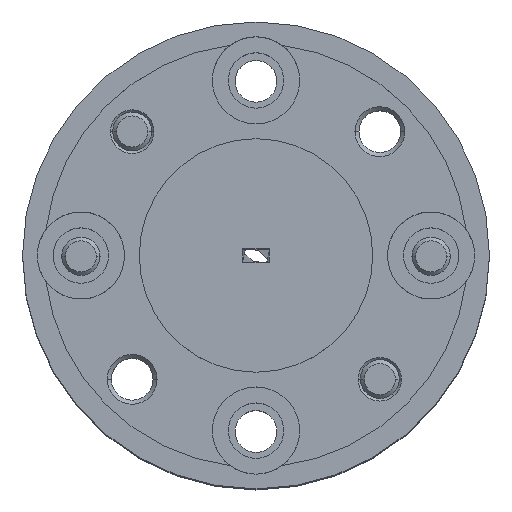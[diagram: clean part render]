
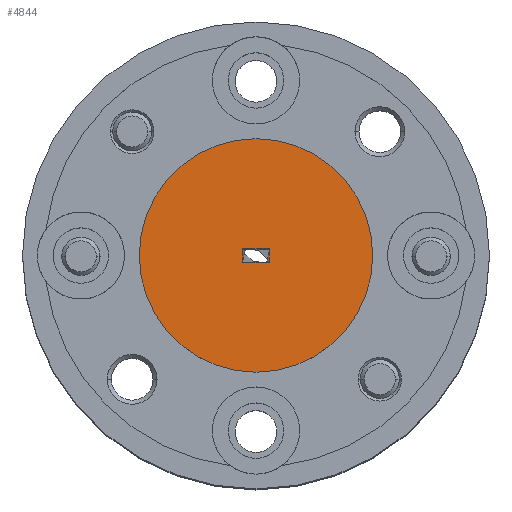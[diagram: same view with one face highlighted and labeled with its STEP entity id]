
A CAD part, top view. The second image highlights one B-rep face of the part: STEP entity #4844.
In plain terms, the highlighted planar face has unit normal (0, 0, 1).
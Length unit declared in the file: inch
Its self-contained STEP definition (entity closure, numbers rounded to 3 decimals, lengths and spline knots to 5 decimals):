
#281 = DIRECTION ( 'NONE',  ( 1., 0., 0. ) ) ;
#542 = PLANE ( 'NONE',  #2501 ) ;
#755 = LINE ( 'NONE', #5787, #4031 ) ;
#870 = CARTESIAN_POINT ( 'NONE',  ( 3.77903, 0.01574, 0.74958 ) ) ;
#950 = DIRECTION ( 'NONE',  ( 1., 0., 0. ) ) ;
#1044 = CIRCLE ( 'NONE', #3792, 0.1875 ) ;
#1357 = ORIENTED_EDGE ( 'NONE', *, *, #1517, .T. ) ;
#1414 = DIRECTION ( 'NONE',  ( 1., 0., 0. ) ) ;
#1479 = CARTESIAN_POINT ( 'NONE',  ( 3.80053, 0.00499, 0.74958 ) ) ;
#1501 = DIRECTION ( 'NONE',  ( 1., 0., 0. ) ) ;
#1517 = EDGE_CURVE ( 'NONE', #2781, #5908, #1044, .T. ) ;
#1600 = LINE ( 'NONE', #5145, #3783 ) ;
#1914 = FACE_BOUND ( 'NONE', #2621, .T. ) ;
#1949 = EDGE_CURVE ( 'NONE', #3019, #5632, #2272, .T. ) ;
#1988 = DIRECTION ( 'NONE',  ( 0., 0., 1. ) ) ;
#2272 = LINE ( 'NONE', #4301, #6504 ) ;
#2395 = DIRECTION ( 'NONE',  ( -1., 0., 0. ) ) ;
#2461 = ORIENTED_EDGE ( 'NONE', *, *, #1949, .F. ) ;
#2501 = AXIS2_PLACEMENT_3D ( 'NONE', #6115, #1988, #950 ) ;
#2508 = CARTESIAN_POINT ( 'NONE',  ( 3.61303, 0.00499, 0.74958 ) ) ;
#2621 = EDGE_LOOP ( 'NONE', ( #3284, #5397, #2461, #5554 ) ) ;
#2781 = VERTEX_POINT ( 'NONE', #4128 ) ;
#2861 = EDGE_CURVE ( 'NONE', #4185, #3482, #1600, .T. ) ;
#2917 = EDGE_CURVE ( 'NONE', #5632, #4185, #755, .T. ) ;
#3019 = VERTEX_POINT ( 'NONE', #4585 ) ;
#3054 = CARTESIAN_POINT ( 'NONE',  ( 3.77903, -0.00576, 0.74958 ) ) ;
#3284 = ORIENTED_EDGE ( 'NONE', *, *, #2861, .F. ) ;
#3482 = VERTEX_POINT ( 'NONE', #3694 ) ;
#3694 = CARTESIAN_POINT ( 'NONE',  ( 3.82203, 0.01574, 0.74958 ) ) ;
#3765 = DIRECTION ( 'NONE',  ( 0., -1., 0. ) ) ;
#3783 = VECTOR ( 'NONE', #4251, 39.37008 ) ;
#3792 = AXIS2_PLACEMENT_3D ( 'NONE', #4032, #4983, #1501 ) ;
#3921 = CIRCLE ( 'NONE', #4648, 0.1875 ) ;
#3922 = LINE ( 'NONE', #870, #4868 ) ;
#4006 = ORIENTED_EDGE ( 'NONE', *, *, #4030, .T. ) ;
#4030 = EDGE_CURVE ( 'NONE', #5908, #2781, #3921, .T. ) ;
#4031 = VECTOR ( 'NONE', #281, 39.37008 ) ;
#4032 = CARTESIAN_POINT ( 'NONE',  ( 3.80053, 0.00499, 0.74958 ) ) ;
#4128 = CARTESIAN_POINT ( 'NONE',  ( 3.98803, 0.00499, 0.74958 ) ) ;
#4185 = VERTEX_POINT ( 'NONE', #4313 ) ;
#4209 = EDGE_CURVE ( 'NONE', #3482, #3019, #3922, .T. ) ;
#4251 = DIRECTION ( 'NONE',  ( 0., 1., 0. ) ) ;
#4301 = CARTESIAN_POINT ( 'NONE',  ( 3.77903, 0.01574, 0.74958 ) ) ;
#4313 = CARTESIAN_POINT ( 'NONE',  ( 3.82203, -0.00576, 0.74958 ) ) ;
#4585 = CARTESIAN_POINT ( 'NONE',  ( 3.77903, 0.01574, 0.74958 ) ) ;
#4648 = AXIS2_PLACEMENT_3D ( 'NONE', #1479, #5900, #1414 ) ;
#4844 = ADVANCED_FACE ( 'NONE', ( #1914, #5966 ), #542, .T. ) ;
#4868 = VECTOR ( 'NONE', #2395, 39.37008 ) ;
#4983 = DIRECTION ( 'NONE',  ( 0., 0., 1. ) ) ;
#5145 = CARTESIAN_POINT ( 'NONE',  ( 3.82203, 0.01574, 0.74958 ) ) ;
#5397 = ORIENTED_EDGE ( 'NONE', *, *, #2917, .F. ) ;
#5554 = ORIENTED_EDGE ( 'NONE', *, *, #4209, .F. ) ;
#5632 = VERTEX_POINT ( 'NONE', #3054 ) ;
#5787 = CARTESIAN_POINT ( 'NONE',  ( 3.77903, -0.00576, 0.74958 ) ) ;
#5900 = DIRECTION ( 'NONE',  ( 0., 0., 1. ) ) ;
#5908 = VERTEX_POINT ( 'NONE', #2508 ) ;
#5966 = FACE_OUTER_BOUND ( 'NONE', #6258, .T. ) ;
#6115 = CARTESIAN_POINT ( 'NONE',  ( 3.80053, 0.00499, 0.74958 ) ) ;
#6258 = EDGE_LOOP ( 'NONE', ( #1357, #4006 ) ) ;
#6504 = VECTOR ( 'NONE', #3765, 39.37008 ) ;
